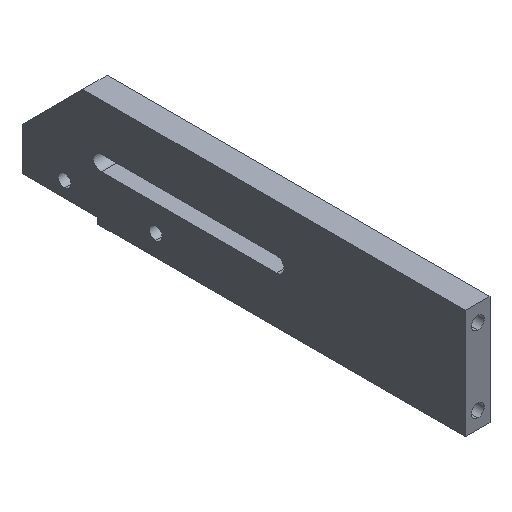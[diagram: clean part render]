
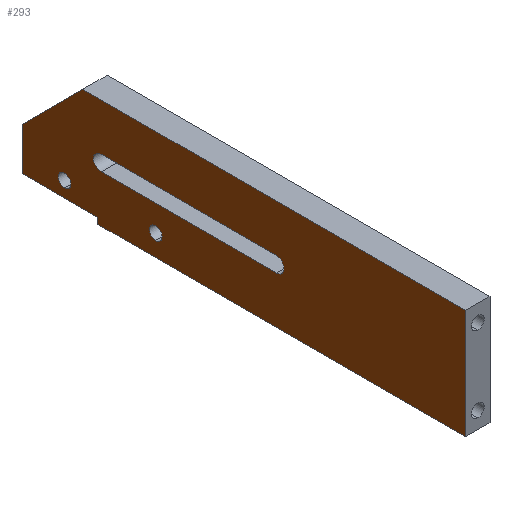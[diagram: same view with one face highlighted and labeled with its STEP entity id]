
A CAD part, isometric view. The second image highlights one B-rep face of the part: STEP entity #293.
In plain terms, the highlighted planar face has unit normal (-1, 0, 0).
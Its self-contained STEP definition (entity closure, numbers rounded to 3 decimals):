
#27 = VECTOR ( 'NONE', #253, 1000. ) ;
#32 = CARTESIAN_POINT ( 'NONE',  ( -4., -73., 18. ) ) ;
#35 = FACE_OUTER_BOUND ( 'NONE', #277, .T. ) ;
#41 = EDGE_LOOP ( 'NONE', ( #666, #469 ) ) ;
#42 = DIRECTION ( 'NONE',  ( 0., -1., 0. ) ) ;
#43 = CARTESIAN_POINT ( 'NONE',  ( -4., 59., -11. ) ) ;
#44 = CIRCLE ( 'NONE', #645, 2.1 ) ;
#51 = EDGE_LOOP ( 'NONE', ( #68, #184, #806, #441 ) ) ;
#57 = DIRECTION ( 'NONE',  ( 0., 0., -1. ) ) ;
#59 = CARTESIAN_POINT ( 'NONE',  ( -4., 47., 2.5 ) ) ;
#66 = DIRECTION ( 'NONE',  ( 0., -1., 0. ) ) ;
#68 = ORIENTED_EDGE ( 'NONE', *, *, #326, .T. ) ;
#69 = LINE ( 'NONE', #619, #300 ) ;
#80 = EDGE_CURVE ( 'NONE', #966, #324, #207, .T. ) ;
#81 = LINE ( 'NONE', #163, #258 ) ;
#82 = VERTEX_POINT ( 'NONE', #959 ) ;
#88 = AXIS2_PLACEMENT_3D ( 'NONE', #829, #177, #748 ) ;
#93 = DIRECTION ( 'NONE',  ( 0., 0., -1. ) ) ;
#94 = CARTESIAN_POINT ( 'NONE',  ( -4., -10.7, 0. ) ) ;
#95 = CARTESIAN_POINT ( 'NONE',  ( -4., 73., -18. ) ) ;
#110 = ORIENTED_EDGE ( 'NONE', *, *, #303, .T. ) ;
#113 = CARTESIAN_POINT ( 'NONE',  ( -4., 29., -11. ) ) ;
#118 = CARTESIAN_POINT ( 'NONE',  ( -4., 73., -18. ) ) ;
#149 = EDGE_CURVE ( 'NONE', #976, #716, #81, .T. ) ;
#152 = DIRECTION ( 'NONE',  ( 0., 0., 1. ) ) ;
#153 = LINE ( 'NONE', #386, #1033 ) ;
#156 = ORIENTED_EDGE ( 'NONE', *, *, #80, .T. ) ;
#163 = CARTESIAN_POINT ( 'NONE',  ( -4., 73., -2. ) ) ;
#168 = EDGE_CURVE ( 'NONE', #533, #966, #734, .T. ) ;
#169 = DIRECTION ( 'NONE',  ( 0., 0.707, -0.707 ) ) ;
#177 = DIRECTION ( 'NONE',  ( 1., 0., 0. ) ) ;
#184 = ORIENTED_EDGE ( 'NONE', *, *, #556, .T. ) ;
#207 = LINE ( 'NONE', #118, #739 ) ;
#231 = AXIS2_PLACEMENT_3D ( 'NONE', #624, #464, #57 ) ;
#241 = CARTESIAN_POINT ( 'NONE',  ( -4., 73., -16. ) ) ;
#242 = VERTEX_POINT ( 'NONE', #241 ) ;
#253 = DIRECTION ( 'NONE',  ( 0., -1., 0. ) ) ;
#255 = DIRECTION ( 'NONE',  ( 0., 0., -1. ) ) ;
#257 = CARTESIAN_POINT ( 'NONE',  ( -4., 73., -16. ) ) ;
#258 = VECTOR ( 'NONE', #169, 1000. ) ;
#263 = DIRECTION ( 'NONE',  ( 0., 0., -1. ) ) ;
#267 = AXIS2_PLACEMENT_3D ( 'NONE', #510, #921, #943 ) ;
#269 = CARTESIAN_POINT ( 'NONE',  ( -4., 48., -18. ) ) ;
#272 = ORIENTED_EDGE ( 'NONE', *, *, #906, .T. ) ;
#275 = PLANE ( 'NONE',  #660 ) ;
#277 = EDGE_LOOP ( 'NONE', ( #701, #434, #869, #110, #479, #156, #353 ) ) ;
#281 = DIRECTION ( 'NONE',  ( 1., 0., 0. ) ) ;
#290 = VERTEX_POINT ( 'NONE', #501 ) ;
#293 = ADVANCED_FACE ( 'NONE', ( #352, #524, #825, #35 ), #275, .F. ) ;
#300 = VECTOR ( 'NONE', #152, 1000. ) ;
#303 = EDGE_CURVE ( 'NONE', #242, #533, #357, .T. ) ;
#324 = VERTEX_POINT ( 'NONE', #346 ) ;
#326 = EDGE_CURVE ( 'NONE', #82, #985, #907, .T. ) ;
#346 = CARTESIAN_POINT ( 'NONE',  ( -4., -73., -18. ) ) ;
#348 = CIRCLE ( 'NONE', #845, 2.1 ) ;
#352 = FACE_BOUND ( 'NONE', #51, .T. ) ;
#353 = ORIENTED_EDGE ( 'NONE', *, *, #723, .T. ) ;
#357 = LINE ( 'NONE', #257, #27 ) ;
#367 = CIRCLE ( 'NONE', #231, 2.1 ) ;
#370 = DIRECTION ( 'NONE',  ( 0., 0., -1. ) ) ;
#374 = EDGE_CURVE ( 'NONE', #736, #988, #348, .T. ) ;
#383 = VERTEX_POINT ( 'NONE', #59 ) ;
#386 = CARTESIAN_POINT ( 'NONE',  ( -4., 73., -18. ) ) ;
#394 = DIRECTION ( 'NONE',  ( 0., -1., 0. ) ) ;
#395 = CARTESIAN_POINT ( 'NONE',  ( -4., 59., -13.1 ) ) ;
#417 = DIRECTION ( 'NONE',  ( 0., 1., 0. ) ) ;
#434 = ORIENTED_EDGE ( 'NONE', *, *, #149, .T. ) ;
#441 = ORIENTED_EDGE ( 'NONE', *, *, #537, .T. ) ;
#448 = CIRCLE ( 'NONE', #989, 2.5 ) ;
#454 = CARTESIAN_POINT ( 'NONE',  ( -4., 53., 18. ) ) ;
#464 = DIRECTION ( 'NONE',  ( 1., 0., 0. ) ) ;
#469 = ORIENTED_EDGE ( 'NONE', *, *, #781, .T. ) ;
#479 = ORIENTED_EDGE ( 'NONE', *, *, #168, .T. ) ;
#480 = CARTESIAN_POINT ( 'NONE',  ( -4., 73., 18. ) ) ;
#501 = CARTESIAN_POINT ( 'NONE',  ( -4., -10.7, 2.5 ) ) ;
#510 = CARTESIAN_POINT ( 'NONE',  ( -4., 59., -11. ) ) ;
#515 = CARTESIAN_POINT ( 'NONE',  ( -4., 29., -8.9 ) ) ;
#516 = DIRECTION ( 'NONE',  ( 1., 0., 0. ) ) ;
#522 = LINE ( 'NONE', #850, #844 ) ;
#524 = FACE_BOUND ( 'NONE', #710, .T. ) ;
#533 = VERTEX_POINT ( 'NONE', #887 ) ;
#537 = EDGE_CURVE ( 'NONE', #290, #82, #448, .T. ) ;
#556 = EDGE_CURVE ( 'NONE', #985, #383, #1043, .T. ) ;
#557 = VECTOR ( 'NONE', #975, 1000. ) ;
#561 = LINE ( 'NONE', #480, #756 ) ;
#570 = VERTEX_POINT ( 'NONE', #32 ) ;
#584 = CARTESIAN_POINT ( 'NONE',  ( -4., 73., -2.5 ) ) ;
#586 = DIRECTION ( 'NONE',  ( 1., 0., 0. ) ) ;
#609 = CARTESIAN_POINT ( 'NONE',  ( -4., 47., -2.5 ) ) ;
#619 = CARTESIAN_POINT ( 'NONE',  ( -4., -73., -18. ) ) ;
#624 = CARTESIAN_POINT ( 'NONE',  ( -4., 29., -11. ) ) ;
#631 = ORIENTED_EDGE ( 'NONE', *, *, #983, .T. ) ;
#638 = EDGE_CURVE ( 'NONE', #383, #290, #522, .T. ) ;
#643 = CARTESIAN_POINT ( 'NONE',  ( -4., 29., -13.1 ) ) ;
#645 = AXIS2_PLACEMENT_3D ( 'NONE', #43, #754, #263 ) ;
#657 = CARTESIAN_POINT ( 'NONE',  ( -4., 48., -18. ) ) ;
#660 = AXIS2_PLACEMENT_3D ( 'NONE', #95, #516, #93 ) ;
#666 = ORIENTED_EDGE ( 'NONE', *, *, #374, .T. ) ;
#685 = VERTEX_POINT ( 'NONE', #968 ) ;
#701 = ORIENTED_EDGE ( 'NONE', *, *, #707, .F. ) ;
#707 = EDGE_CURVE ( 'NONE', #976, #570, #561, .T. ) ;
#710 = EDGE_LOOP ( 'NONE', ( #272, #631 ) ) ;
#716 = VERTEX_POINT ( 'NONE', #1030 ) ;
#723 = EDGE_CURVE ( 'NONE', #324, #570, #69, .T. ) ;
#734 = LINE ( 'NONE', #657, #557 ) ;
#736 = VERTEX_POINT ( 'NONE', #643 ) ;
#739 = VECTOR ( 'NONE', #66, 1000. ) ;
#748 = DIRECTION ( 'NONE',  ( 0., 0., -1. ) ) ;
#754 = DIRECTION ( 'NONE',  ( 1., 0., 0. ) ) ;
#755 = VECTOR ( 'NONE', #417, 1000. ) ;
#756 = VECTOR ( 'NONE', #394, 1000. ) ;
#781 = EDGE_CURVE ( 'NONE', #988, #736, #367, .T. ) ;
#793 = CIRCLE ( 'NONE', #267, 2.1 ) ;
#806 = ORIENTED_EDGE ( 'NONE', *, *, #638, .T. ) ;
#825 = FACE_BOUND ( 'NONE', #41, .T. ) ;
#829 = CARTESIAN_POINT ( 'NONE',  ( -4., 47., 0. ) ) ;
#844 = VECTOR ( 'NONE', #42, 1000. ) ;
#845 = AXIS2_PLACEMENT_3D ( 'NONE', #113, #281, #370 ) ;
#850 = CARTESIAN_POINT ( 'NONE',  ( -4., 73., 2.5 ) ) ;
#869 = ORIENTED_EDGE ( 'NONE', *, *, #1034, .F. ) ;
#886 = DIRECTION ( 'NONE',  ( 0., 0., 1. ) ) ;
#887 = CARTESIAN_POINT ( 'NONE',  ( -4., 48., -16. ) ) ;
#906 = EDGE_CURVE ( 'NONE', #1016, #685, #44, .T. ) ;
#907 = LINE ( 'NONE', #584, #755 ) ;
#921 = DIRECTION ( 'NONE',  ( 1., 0., 0. ) ) ;
#943 = DIRECTION ( 'NONE',  ( 0., 0., -1. ) ) ;
#959 = CARTESIAN_POINT ( 'NONE',  ( -4., -10.7, -2.5 ) ) ;
#966 = VERTEX_POINT ( 'NONE', #269 ) ;
#968 = CARTESIAN_POINT ( 'NONE',  ( -4., 59., -8.9 ) ) ;
#975 = DIRECTION ( 'NONE',  ( 0., 0., -1. ) ) ;
#976 = VERTEX_POINT ( 'NONE', #454 ) ;
#983 = EDGE_CURVE ( 'NONE', #685, #1016, #793, .T. ) ;
#985 = VERTEX_POINT ( 'NONE', #609 ) ;
#988 = VERTEX_POINT ( 'NONE', #515 ) ;
#989 = AXIS2_PLACEMENT_3D ( 'NONE', #94, #586, #255 ) ;
#1016 = VERTEX_POINT ( 'NONE', #395 ) ;
#1030 = CARTESIAN_POINT ( 'NONE',  ( -4., 73., -2. ) ) ;
#1033 = VECTOR ( 'NONE', #886, 1000. ) ;
#1034 = EDGE_CURVE ( 'NONE', #242, #716, #153, .T. ) ;
#1043 = CIRCLE ( 'NONE', #88, 2.5 ) ;
